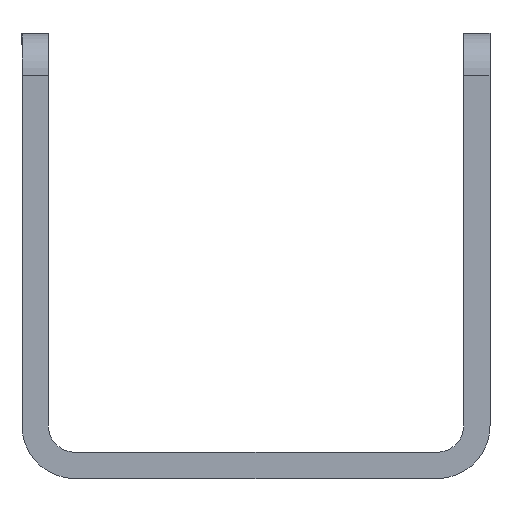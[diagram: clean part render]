
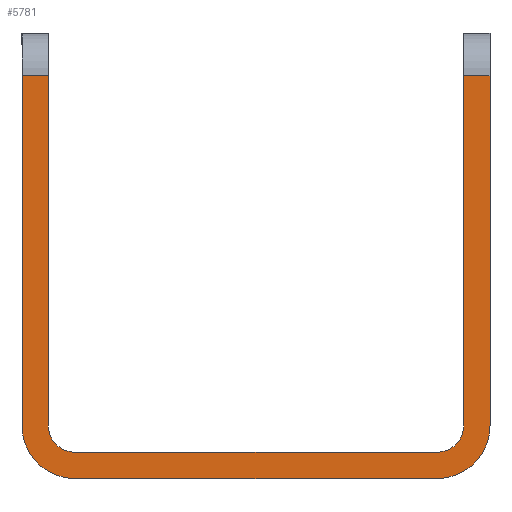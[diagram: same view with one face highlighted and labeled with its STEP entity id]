
A CAD part, left-side view. The second image highlights one B-rep face of the part: STEP entity #5781.
In plain terms, the highlighted planar face has unit normal (-1, 0, 0).
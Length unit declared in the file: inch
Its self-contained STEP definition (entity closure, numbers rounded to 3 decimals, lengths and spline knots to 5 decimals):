
#121 = CARTESIAN_POINT ( 'NONE',  ( 10.0625, 1.34457, 0.156 ) ) ;
#179 = CARTESIAN_POINT ( 'NONE',  ( 10.0625, 2.41814, 0.156 ) ) ;
#184 = VECTOR ( 'NONE', #275, 39.37008 ) ;
#208 = ORIENTED_EDGE ( 'NONE', *, *, #765, .T. ) ;
#216 = EDGE_CURVE ( 'NONE', #8826, #1315, #7328, .T. ) ;
#237 = CARTESIAN_POINT ( 'NONE',  ( 10.0625, 2.49614, -0.55722 ) ) ;
#275 = DIRECTION ( 'NONE',  ( 0., 0., -1. ) ) ;
#356 = AXIS2_PLACEMENT_3D ( 'NONE', #179, #5408, #948 ) ;
#406 = VECTOR ( 'NONE', #3222, 39.37008 ) ;
#418 = CARTESIAN_POINT ( 'NONE',  ( 10.0625, 0.00636, 1.19278 ) ) ;
#697 = VECTOR ( 'NONE', #2613, 39.37008 ) ;
#765 = EDGE_CURVE ( 'NONE', #4712, #4893, #5919, .T. ) ;
#881 = CARTESIAN_POINT ( 'NONE',  ( 10.0625, 2.41814, 0.156 ) ) ;
#884 = DIRECTION ( 'NONE',  ( 0., -1., 0. ) ) ;
#941 = ORIENTED_EDGE ( 'NONE', *, *, #2796, .T. ) ;
#948 = DIRECTION ( 'NONE',  ( 0., 1., 0. ) ) ;
#1244 = VERTEX_POINT ( 'NONE', #9636 ) ;
#1315 = VERTEX_POINT ( 'NONE', #5206 ) ;
#1367 = CARTESIAN_POINT ( 'NONE',  ( 10.0625, 1.18857, -1.25 ) ) ;
#1459 = ORIENTED_EDGE ( 'NONE', *, *, #3187, .T. ) ;
#1572 = CARTESIAN_POINT ( 'NONE',  ( 10.0625, 2.49614, 1.19278 ) ) ;
#1641 = DIRECTION ( 'NONE',  ( 0., 1., 0. ) ) ;
#1840 = AXIS2_PLACEMENT_3D ( 'NONE', #5750, #7253, #2773 ) ;
#2017 = DIRECTION ( 'NONE',  ( 1., 0., 0. ) ) ;
#2025 = PLANE ( 'NONE',  #1840 ) ;
#2180 = LINE ( 'NONE', #237, #184 ) ;
#2219 = CARTESIAN_POINT ( 'NONE',  ( 10.0625, 1.18857, 1.19278 ) ) ;
#2527 = VERTEX_POINT ( 'NONE', #6266 ) ;
#2538 = ORIENTED_EDGE ( 'NONE', *, *, #6995, .T. ) ;
#2571 = VERTEX_POINT ( 'NONE', #9301 ) ;
#2613 = DIRECTION ( 'NONE',  ( 0., 0., -1. ) ) ;
#2681 = LINE ( 'NONE', #6398, #697 ) ;
#2693 = LINE ( 'NONE', #418, #8447 ) ;
#2773 = DIRECTION ( 'NONE',  ( 0., -1., 0. ) ) ;
#2796 = EDGE_CURVE ( 'NONE', #4893, #2527, #7383, .T. ) ;
#3110 = EDGE_CURVE ( 'NONE', #8585, #8826, #2693, .T. ) ;
#3163 = CARTESIAN_POINT ( 'NONE',  ( 10.0625, 1.34457, 0. ) ) ;
#3187 = EDGE_CURVE ( 'NONE', #7807, #1244, #7733, .T. ) ;
#3217 = VECTOR ( 'NONE', #6601, 39.37008 ) ;
#3222 = DIRECTION ( 'NONE',  ( 0., -1., 0. ) ) ;
#3390 = DIRECTION ( 'NONE',  ( 0., 1., 0. ) ) ;
#3520 = EDGE_CURVE ( 'NONE', #6907, #9185, #3737, .T. ) ;
#3554 = DIRECTION ( 'NONE',  ( 0., 1., 0. ) ) ;
#3711 = ORIENTED_EDGE ( 'NONE', *, *, #6134, .T. ) ;
#3737 = CIRCLE ( 'NONE', #356, 0.078 ) ;
#3850 = EDGE_CURVE ( 'NONE', #2527, #7807, #2681, .T. ) ;
#4237 = ORIENTED_EDGE ( 'NONE', *, *, #216, .T. ) ;
#4264 = VERTEX_POINT ( 'NONE', #3163 ) ;
#4712 = VERTEX_POINT ( 'NONE', #6510 ) ;
#4835 = CARTESIAN_POINT ( 'NONE',  ( 10.0625, 1.26657, 0.156 ) ) ;
#4855 = LINE ( 'NONE', #5487, #406 ) ;
#4893 = VERTEX_POINT ( 'NONE', #2219 ) ;
#5153 = VECTOR ( 'NONE', #3554, 39.37008 ) ;
#5206 = CARTESIAN_POINT ( 'NONE',  ( 10.0625, 2.57414, 0.156 ) ) ;
#5305 = CARTESIAN_POINT ( 'NONE',  ( 10.0625, 2.41814, 0.078 ) ) ;
#5339 = VECTOR ( 'NONE', #6930, 39.37008 ) ;
#5351 = DIRECTION ( 'NONE',  ( -1., 0., 0. ) ) ;
#5408 = DIRECTION ( 'NONE',  ( -1., 0., 0. ) ) ;
#5410 = CARTESIAN_POINT ( 'NONE',  ( 10.0625, 2.57414, -1.25 ) ) ;
#5487 = CARTESIAN_POINT ( 'NONE',  ( 10.0625, 0.00636, 0. ) ) ;
#5538 = EDGE_CURVE ( 'NONE', #1315, #2571, #8027, .T. ) ;
#5542 = ORIENTED_EDGE ( 'NONE', *, *, #5538, .T. ) ;
#5581 = CARTESIAN_POINT ( 'NONE',  ( 10.0625, 2.57414, 1.19278 ) ) ;
#5666 = EDGE_CURVE ( 'NONE', #8585, #6907, #2180, .T. ) ;
#5713 = ORIENTED_EDGE ( 'NONE', *, *, #3850, .T. ) ;
#5750 = CARTESIAN_POINT ( 'NONE',  ( 10.0625, 0.00636, -1.25 ) ) ;
#5781 = ADVANCED_FACE ( 'NONE', ( #9444 ), #2025, .T. ) ;
#5919 = LINE ( 'NONE', #1367, #3217 ) ;
#6112 = DIRECTION ( 'NONE',  ( -1., 0., 0. ) ) ;
#6134 = EDGE_CURVE ( 'NONE', #2571, #4264, #4855, .T. ) ;
#6220 = EDGE_LOOP ( 'NONE', ( #7431, #8088, #6860, #4237, #5542, #3711, #8704, #208, #941, #5713, #1459, #2538 ) ) ;
#6266 = CARTESIAN_POINT ( 'NONE',  ( 10.0625, 1.26657, 1.19278 ) ) ;
#6398 = CARTESIAN_POINT ( 'NONE',  ( 10.0625, 1.26657, -1.25 ) ) ;
#6408 = AXIS2_PLACEMENT_3D ( 'NONE', #881, #6112, #1641 ) ;
#6510 = CARTESIAN_POINT ( 'NONE',  ( 10.0625, 1.18857, 0.156 ) ) ;
#6513 = CARTESIAN_POINT ( 'NONE',  ( 10.0625, 1.34457, 0.156 ) ) ;
#6601 = DIRECTION ( 'NONE',  ( 0., 0., 1. ) ) ;
#6754 = AXIS2_PLACEMENT_3D ( 'NONE', #6513, #2017, #7251 ) ;
#6860 = ORIENTED_EDGE ( 'NONE', *, *, #3110, .T. ) ;
#6907 = VERTEX_POINT ( 'NONE', #7784 ) ;
#6930 = DIRECTION ( 'NONE',  ( 0., 0., -1. ) ) ;
#6995 = EDGE_CURVE ( 'NONE', #1244, #9185, #9536, .T. ) ;
#7134 = DIRECTION ( 'NONE',  ( 0., 1., 0. ) ) ;
#7251 = DIRECTION ( 'NONE',  ( 0., -1., 0. ) ) ;
#7253 = DIRECTION ( 'NONE',  ( -1., 0., 0. ) ) ;
#7274 = CARTESIAN_POINT ( 'NONE',  ( 10.0625, 0.00636, 1.19278 ) ) ;
#7328 = LINE ( 'NONE', #5410, #5339 ) ;
#7383 = LINE ( 'NONE', #7274, #5153 ) ;
#7431 = ORIENTED_EDGE ( 'NONE', *, *, #3520, .F. ) ;
#7733 = CIRCLE ( 'NONE', #6754, 0.078 ) ;
#7784 = CARTESIAN_POINT ( 'NONE',  ( 10.0625, 2.49614, 0.156 ) ) ;
#7807 = VERTEX_POINT ( 'NONE', #4835 ) ;
#8027 = CIRCLE ( 'NONE', #6408, 0.156 ) ;
#8088 = ORIENTED_EDGE ( 'NONE', *, *, #5666, .F. ) ;
#8447 = VECTOR ( 'NONE', #3390, 39.37008 ) ;
#8448 = CIRCLE ( 'NONE', #9320, 0.156 ) ;
#8585 = VERTEX_POINT ( 'NONE', #1572 ) ;
#8642 = EDGE_CURVE ( 'NONE', #4264, #4712, #8448, .T. ) ;
#8704 = ORIENTED_EDGE ( 'NONE', *, *, #8642, .T. ) ;
#8826 = VERTEX_POINT ( 'NONE', #5581 ) ;
#9185 = VERTEX_POINT ( 'NONE', #5305 ) ;
#9301 = CARTESIAN_POINT ( 'NONE',  ( 10.0625, 2.41814, 0. ) ) ;
#9306 = VECTOR ( 'NONE', #7134, 39.37008 ) ;
#9320 = AXIS2_PLACEMENT_3D ( 'NONE', #121, #5351, #884 ) ;
#9395 = CARTESIAN_POINT ( 'NONE',  ( 10.0625, 0.00636, 0.078 ) ) ;
#9444 = FACE_OUTER_BOUND ( 'NONE', #6220, .T. ) ;
#9536 = LINE ( 'NONE', #9395, #9306 ) ;
#9636 = CARTESIAN_POINT ( 'NONE',  ( 10.0625, 1.34457, 0.078 ) ) ;
